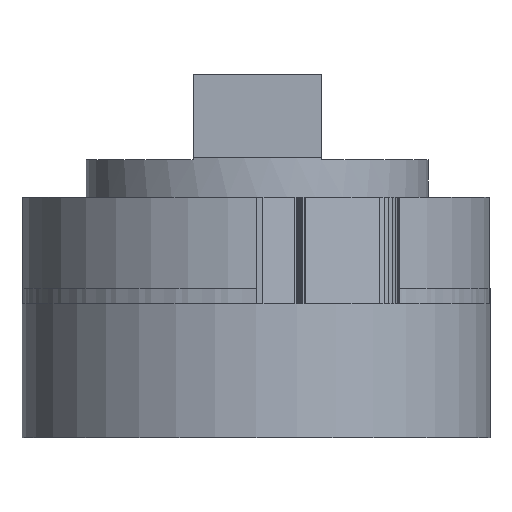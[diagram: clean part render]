
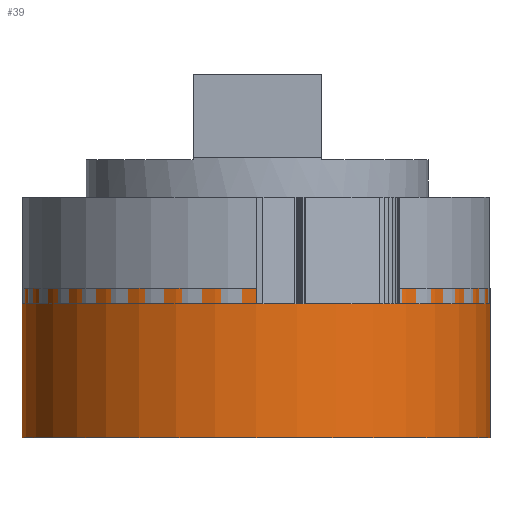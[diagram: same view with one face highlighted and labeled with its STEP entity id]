
A CAD part, left-side view. The second image highlights one B-rep face of the part: STEP entity #39.
In plain terms, the highlighted cylindrical face has radius 10.95 mm (diameter 21.9 mm), a full revolution.
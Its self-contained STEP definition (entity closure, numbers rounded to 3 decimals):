
#39 = ADVANCED_FACE('',(#40),#149,.T.);
#40 = FACE_BOUND('',#41,.T.);
#41 = EDGE_LOOP('',(#42,#51,#59,#84,#103,#111,#118,#119,#148));
#42 = ORIENTED_EDGE('',*,*,#43,.F.);
#43 = EDGE_CURVE('',#44,#44,#46,.T.);
#44 = VERTEX_POINT('',#45);
#45 = CARTESIAN_POINT('',(42.904,-20.946,0.));
#46 = CIRCLE('',#47,10.95);
#47 = AXIS2_PLACEMENT_3D('',#48,#49,#50);
#48 = CARTESIAN_POINT('',(31.954,-20.946,0.));
#49 = DIRECTION('',(0.,0.,1.));
#50 = DIRECTION('',(1.,0.,0.));
#51 = ORIENTED_EDGE('',*,*,#52,.T.);
#52 = EDGE_CURVE('',#44,#53,#55,.T.);
#53 = VERTEX_POINT('',#54);
#54 = CARTESIAN_POINT('',(42.904,-20.946,-2.5));
#55 = LINE('',#56,#57);
#56 = CARTESIAN_POINT('',(42.904,-20.946,0.));
#57 = VECTOR('',#58,1.);
#58 = DIRECTION('',(-0.,-0.,-1.));
#59 = ORIENTED_EDGE('',*,*,#60,.F.);
#60 = EDGE_CURVE('',#61,#53,#63,.T.);
#61 = VERTEX_POINT('',#62);
#62 = CARTESIAN_POINT('',(42.801,-19.446,-4.));
#63 = B_SPLINE_CURVE_WITH_KNOTS('',7,(#64,#65,#66,#67,#68,#69,#70,#71,
    #72,#73,#74,#75,#76,#77,#78,#79,#80,#81,#82,#83),.UNSPECIFIED.,.F.,
  .F.,(8,6,6,8),(0.,0.481,0.79,1.),.UNSPECIFIED.);
#64 = CARTESIAN_POINT('',(42.801,-19.446,-4.));
#65 = CARTESIAN_POINT('',(42.801,-19.446,
    -3.856));
#66 = CARTESIAN_POINT('',(42.803,-19.462,
    -3.713));
#67 = CARTESIAN_POINT('',(42.808,-19.495,-3.57)
  );
#68 = CARTESIAN_POINT('',(42.814,-19.543,-3.43
    ));
#69 = CARTESIAN_POINT('',(42.822,-19.608,
    -3.294));
#70 = CARTESIAN_POINT('',(42.832,-19.69,
    -3.165));
#71 = CARTESIAN_POINT('',(42.85,-19.855,
    -2.966));
#72 = CARTESIAN_POINT('',(42.857,-19.927,-2.892)
  );
#73 = CARTESIAN_POINT('',(42.864,-20.006,
    -2.822));
#74 = CARTESIAN_POINT('',(42.872,-20.093,
    -2.757));
#75 = CARTESIAN_POINT('',(42.878,-20.187,-2.699
    ));
#76 = CARTESIAN_POINT('',(42.885,-20.287,-2.648
    ));
#77 = CARTESIAN_POINT('',(42.894,-20.467,-2.576
    ));
#78 = CARTESIAN_POINT('',(42.897,-20.543,
    -2.552));
#79 = CARTESIAN_POINT('',(42.9,-20.621,
    -2.531));
#80 = CARTESIAN_POINT('',(42.902,-20.701,
    -2.516));
#81 = CARTESIAN_POINT('',(42.903,-20.782,
    -2.505));
#82 = CARTESIAN_POINT('',(42.904,-20.864,-2.5));
#83 = CARTESIAN_POINT('',(42.904,-20.946,-2.5));
#84 = ORIENTED_EDGE('',*,*,#85,.F.);
#85 = EDGE_CURVE('',#86,#61,#88,.T.);
#86 = VERTEX_POINT('',#87);
#87 = CARTESIAN_POINT('',(42.904,-20.946,-5.5));
#88 = B_SPLINE_CURVE_WITH_KNOTS('',7,(#89,#90,#91,#92,#93,#94,#95,#96,
    #97,#98,#99,#100,#101,#102),.UNSPECIFIED.,.F.,.F.,(8,6,8),(0.,
    0.457,1.),.UNSPECIFIED.);
#89 = CARTESIAN_POINT('',(42.904,-20.946,-5.5));
#90 = CARTESIAN_POINT('',(42.904,-20.766,-5.5));
#91 = CARTESIAN_POINT('',(42.901,-20.589,-5.475)
  );
#92 = CARTESIAN_POINT('',(42.894,-20.42,
    -5.426));
#93 = CARTESIAN_POINT('',(42.885,-20.262,
    -5.356));
#94 = CARTESIAN_POINT('',(42.874,-20.119,
    -5.268));
#95 = CARTESIAN_POINT('',(42.863,-19.993,-5.168
    ));
#96 = CARTESIAN_POINT('',(42.84,-19.758,
    -4.933));
#97 = CARTESIAN_POINT('',(42.828,-19.652,
    -4.791));
#98 = CARTESIAN_POINT('',(42.818,-19.569,
    -4.641));
#99 = CARTESIAN_POINT('',(42.809,-19.508,-4.484
    ));
#100 = CARTESIAN_POINT('',(42.804,-19.467,
    -4.324));
#101 = CARTESIAN_POINT('',(42.801,-19.446,
    -4.162));
#102 = CARTESIAN_POINT('',(42.801,-19.446,-4.));
#103 = ORIENTED_EDGE('',*,*,#104,.T.);
#104 = EDGE_CURVE('',#86,#105,#107,.T.);
#105 = VERTEX_POINT('',#106);
#106 = CARTESIAN_POINT('',(42.904,-20.946,-7.));
#107 = LINE('',#108,#109);
#108 = CARTESIAN_POINT('',(42.904,-20.946,0.));
#109 = VECTOR('',#110,1.);
#110 = DIRECTION('',(-0.,-0.,-1.));
#111 = ORIENTED_EDGE('',*,*,#112,.T.);
#112 = EDGE_CURVE('',#105,#105,#113,.T.);
#113 = CIRCLE('',#114,10.95);
#114 = AXIS2_PLACEMENT_3D('',#115,#116,#117);
#115 = CARTESIAN_POINT('',(31.954,-20.946,-7.));
#116 = DIRECTION('',(0.,0.,1.));
#117 = DIRECTION('',(1.,0.,0.));
#118 = ORIENTED_EDGE('',*,*,#104,.F.);
#119 = ORIENTED_EDGE('',*,*,#120,.F.);
#120 = EDGE_CURVE('',#53,#86,#121,.T.);
#121 = B_SPLINE_CURVE_WITH_KNOTS('',7,(#122,#123,#124,#125,#126,#127,
    #128,#129,#130,#131,#132,#133,#134,#135,#136,#137,#138,#139,#140,
    #141,#142,#143,#144,#145,#146,#147),.UNSPECIFIED.,.F.,.F.,(8,6,6,6,8
    ),(0.,0.259,0.5,0.742,1.),
  .UNSPECIFIED.);
#122 = CARTESIAN_POINT('',(42.904,-20.946,-2.5));
#123 = CARTESIAN_POINT('',(42.904,-21.151,-2.5));
#124 = CARTESIAN_POINT('',(42.9,-21.351,
    -2.533));
#125 = CARTESIAN_POINT('',(42.891,-21.54,
    -2.595));
#126 = CARTESIAN_POINT('',(42.88,-21.713,
    -2.683));
#127 = CARTESIAN_POINT('',(42.867,-21.865,
    -2.792));
#128 = CARTESIAN_POINT('',(42.854,-21.995,
    -2.914));
#129 = CARTESIAN_POINT('',(42.832,-22.202,
    -3.165));
#130 = CARTESIAN_POINT('',(42.823,-22.284,
    -3.294));
#131 = CARTESIAN_POINT('',(42.814,-22.35,
    -3.43));
#132 = CARTESIAN_POINT('',(42.808,-22.398,
    -3.57));
#133 = CARTESIAN_POINT('',(42.803,-22.43,
    -3.713));
#134 = CARTESIAN_POINT('',(42.801,-22.446,
    -3.856));
#135 = CARTESIAN_POINT('',(42.801,-22.446,
    -4.144));
#136 = CARTESIAN_POINT('',(42.803,-22.43,
    -4.287));
#137 = CARTESIAN_POINT('',(42.808,-22.398,
    -4.43));
#138 = CARTESIAN_POINT('',(42.814,-22.35,
    -4.57));
#139 = CARTESIAN_POINT('',(42.822,-22.284,
    -4.706));
#140 = CARTESIAN_POINT('',(42.832,-22.202,
    -4.835));
#141 = CARTESIAN_POINT('',(42.854,-21.995,
    -5.086));
#142 = CARTESIAN_POINT('',(42.867,-21.865,
    -5.208));
#143 = CARTESIAN_POINT('',(42.88,-21.713,
    -5.317));
#144 = CARTESIAN_POINT('',(42.891,-21.54,
    -5.405));
#145 = CARTESIAN_POINT('',(42.9,-21.351,
    -5.467));
#146 = CARTESIAN_POINT('',(42.904,-21.151,-5.5));
#147 = CARTESIAN_POINT('',(42.904,-20.946,-5.5));
#148 = ORIENTED_EDGE('',*,*,#52,.F.);
#149 = CYLINDRICAL_SURFACE('',#150,10.95);
#150 = AXIS2_PLACEMENT_3D('',#151,#152,#153);
#151 = CARTESIAN_POINT('',(31.954,-20.946,0.));
#152 = DIRECTION('',(0.,0.,1.));
#153 = DIRECTION('',(1.,0.,0.));
